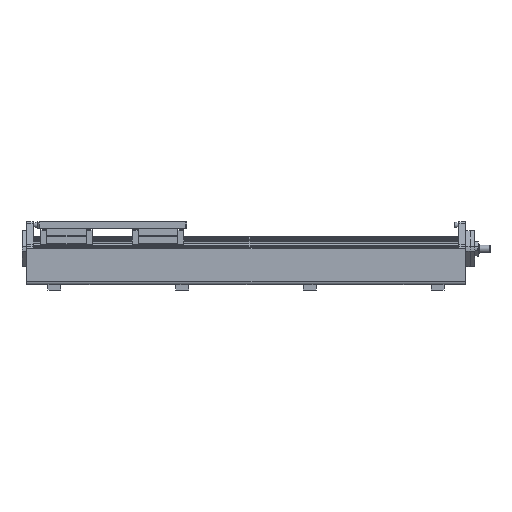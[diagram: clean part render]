
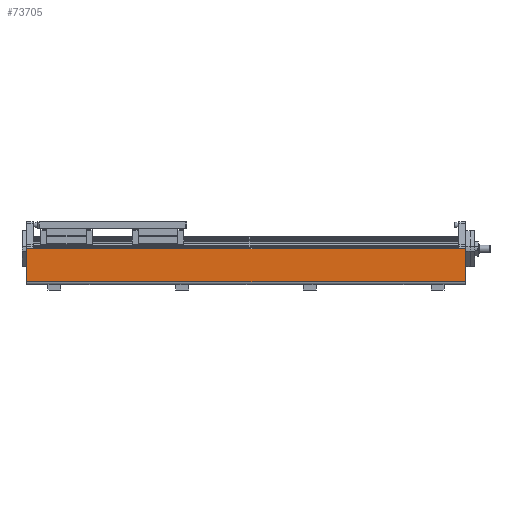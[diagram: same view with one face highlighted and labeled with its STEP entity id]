
A CAD part, left-side view. The second image highlights one B-rep face of the part: STEP entity #73705.
In plain terms, the highlighted planar face has unit normal (-1, 0, 0).
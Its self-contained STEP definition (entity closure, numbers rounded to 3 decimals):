
#57025=CARTESIAN_POINT('',(-252.5,-15.,84.));
#57026=VERTEX_POINT('',#57025);
#57033=CARTESIAN_POINT('',(-252.5,-15.,6.));
#57034=VERTEX_POINT('',#57033);
#57035=CARTESIAN_POINT('',(-252.5,-15.,6.));
#57036=DIRECTION('',(0.0,0.0,1.0));
#57037=VECTOR('',#57036,78.0);
#57038=LINE('',#57035,#57037);
#57039=EDGE_CURVE('',#57034,#57026,#57038,.T.);
#59153=CARTESIAN_POINT('',(-252.5,1015.,84.));
#59154=VERTEX_POINT('',#59153);
#59270=CARTESIAN_POINT('',(-252.5,1015.,6.));
#59271=VERTEX_POINT('',#59270);
#59279=CARTESIAN_POINT('',(-252.5,1015.,84.));
#59280=DIRECTION('',(0.0,0.0,-1.0));
#59281=VECTOR('',#59280,78.);
#59282=LINE('',#59279,#59281);
#59283=EDGE_CURVE('',#59154,#59271,#59282,.T.);
#71925=CARTESIAN_POINT('',(-252.5,1015.,84.));
#71926=DIRECTION('',(0.0,-1.0,0.0));
#71927=VECTOR('',#71926,1030.);
#71928=LINE('',#71925,#71927);
#71929=EDGE_CURVE('',#59154,#57026,#71928,.T.);
#73689=CARTESIAN_POINT('',(-252.5,1002.5,0.));
#73690=DIRECTION('',(-1.0,0.0,0.0));
#73691=DIRECTION('',(0.0,-1.0,0.0));
#73692=AXIS2_PLACEMENT_3D('',#73689,#73690,#73691);
#73693=PLANE('',#73692);
#73694=CARTESIAN_POINT('',(-252.5,-15.,6.));
#73695=DIRECTION('',(0.0,1.0,0.0));
#73696=VECTOR('',#73695,1030.);
#73697=LINE('',#73694,#73696);
#73698=EDGE_CURVE('',#57034,#59271,#73697,.T.);
#73699=ORIENTED_EDGE('',*,*,#73698,.F.);
#73700=ORIENTED_EDGE('',*,*,#57039,.T.);
#73701=ORIENTED_EDGE('',*,*,#71929,.F.);
#73702=ORIENTED_EDGE('',*,*,#59283,.T.);
#73703=EDGE_LOOP('',(#73699,#73700,#73701,#73702));
#73704=FACE_OUTER_BOUND('',#73703,.T.);
#73705=ADVANCED_FACE('',(#73704),#73693,.T.);
